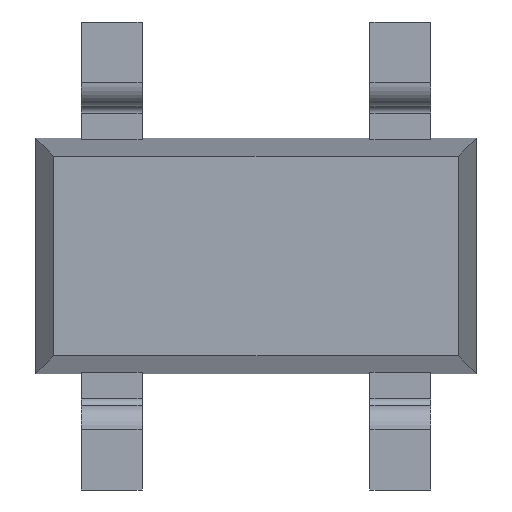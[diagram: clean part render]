
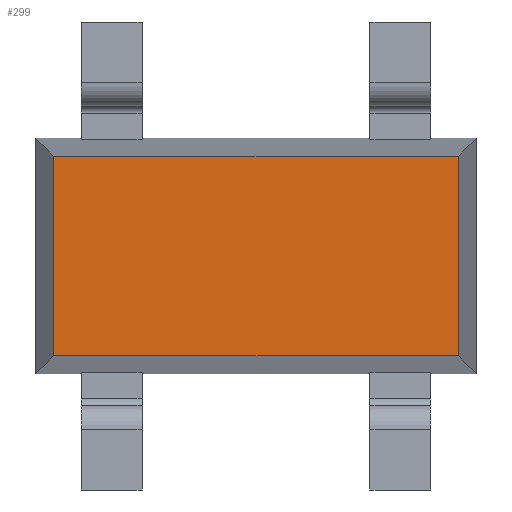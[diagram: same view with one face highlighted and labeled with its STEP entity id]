
A CAD part, front view. The second image highlights one B-rep face of the part: STEP entity #299.
In plain terms, the highlighted planar face has unit normal (0, -1, 0).
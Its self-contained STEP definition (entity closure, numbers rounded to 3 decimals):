
#162 = CARTESIAN_POINT ( 'NONE',  ( 0.118, 0., -0.118 ) ) ;
#195 = VECTOR ( 'NONE', #373, 1000. ) ;
#259 = CARTESIAN_POINT ( 'NONE',  ( 0., 0., 0. ) ) ;
#299 = ADVANCED_FACE ( 'NONE', ( #1745 ), #433, .T. ) ;
#312 = CARTESIAN_POINT ( 'NONE',  ( 0., 0., -0.118 ) ) ;
#373 = DIRECTION ( 'NONE',  ( 0., 0., 1. ) ) ;
#376 = CARTESIAN_POINT ( 'NONE',  ( 0.118, 0., -1.432 ) ) ;
#433 = PLANE ( 'NONE',  #2026 ) ;
#463 = VECTOR ( 'NONE', #506, 1000. ) ;
#485 = DIRECTION ( 'NONE',  ( -1., 0., 0. ) ) ;
#504 = VERTEX_POINT ( 'NONE', #1004 ) ;
#506 = DIRECTION ( 'NONE',  ( 0., 0., -1. ) ) ;
#549 = EDGE_CURVE ( 'NONE', #1350, #782, #2189, .T. ) ;
#550 = LINE ( 'NONE', #877, #1303 ) ;
#782 = VERTEX_POINT ( 'NONE', #376 ) ;
#816 = EDGE_CURVE ( 'NONE', #1754, #1350, #1626, .T. ) ;
#856 = CARTESIAN_POINT ( 'NONE',  ( 0.118, 0., -1.55 ) ) ;
#877 = CARTESIAN_POINT ( 'NONE',  ( 2.9, 0., -1.432 ) ) ;
#931 = VECTOR ( 'NONE', #485, 1000. ) ;
#1003 = ORIENTED_EDGE ( 'NONE', *, *, #816, .T. ) ;
#1004 = CARTESIAN_POINT ( 'NONE',  ( 2.782, 0., -1.432 ) ) ;
#1145 = ORIENTED_EDGE ( 'NONE', *, *, #2159, .T. ) ;
#1185 = DIRECTION ( 'NONE',  ( 0., -1., 0. ) ) ;
#1303 = VECTOR ( 'NONE', #1864, 1000. ) ;
#1350 = VERTEX_POINT ( 'NONE', #162 ) ;
#1462 = CARTESIAN_POINT ( 'NONE',  ( 2.782, 0., 0. ) ) ;
#1563 = ORIENTED_EDGE ( 'NONE', *, *, #549, .T. ) ;
#1615 = ORIENTED_EDGE ( 'NONE', *, *, #2245, .T. ) ;
#1626 = LINE ( 'NONE', #312, #931 ) ;
#1667 = CARTESIAN_POINT ( 'NONE',  ( 2.782, 0., -0.118 ) ) ;
#1745 = FACE_OUTER_BOUND ( 'NONE', #1807, .T. ) ;
#1754 = VERTEX_POINT ( 'NONE', #1667 ) ;
#1777 = DIRECTION ( 'NONE',  ( 0., 0., -1. ) ) ;
#1807 = EDGE_LOOP ( 'NONE', ( #1615, #1145, #1003, #1563 ) ) ;
#1864 = DIRECTION ( 'NONE',  ( 1., 0., 0. ) ) ;
#2026 = AXIS2_PLACEMENT_3D ( 'NONE', #259, #1185, #1777 ) ;
#2159 = EDGE_CURVE ( 'NONE', #504, #1754, #2246, .T. ) ;
#2189 = LINE ( 'NONE', #856, #463 ) ;
#2245 = EDGE_CURVE ( 'NONE', #782, #504, #550, .T. ) ;
#2246 = LINE ( 'NONE', #1462, #195 ) ;
